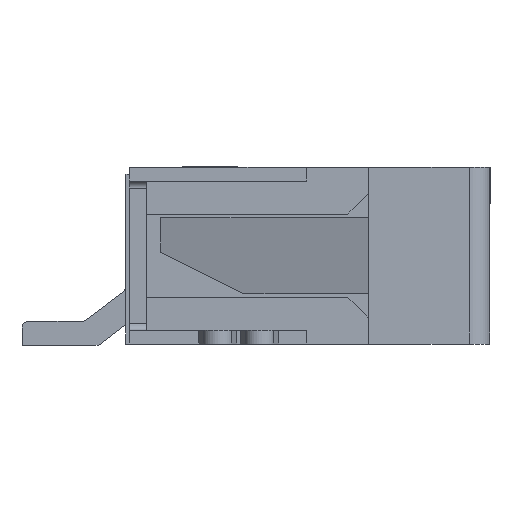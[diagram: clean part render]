
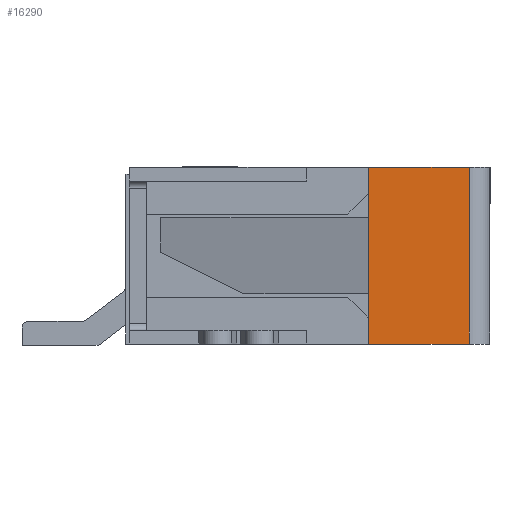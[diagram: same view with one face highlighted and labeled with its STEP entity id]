
A CAD part, left-side view. The second image highlights one B-rep face of the part: STEP entity #16290.
In plain terms, the highlighted planar face has unit normal (-1, 0, 0).
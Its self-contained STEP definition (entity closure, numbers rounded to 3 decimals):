
#1154 = LINE ( 'NONE', #1646, #41590 ) ;
#1646 = CARTESIAN_POINT ( 'NONE',  ( -11.55, -33.24, 0. ) ) ;
#2065 = ORIENTED_EDGE ( 'NONE', *, *, #21235, .F. ) ;
#2163 = VERTEX_POINT ( 'NONE', #42205 ) ;
#6457 = LINE ( 'NONE', #9683, #33960 ) ;
#6708 = EDGE_CURVE ( 'NONE', #39911, #2163, #33332, .T. ) ;
#6830 = AXIS2_PLACEMENT_3D ( 'NONE', #36907, #28934, #10062 ) ;
#9683 = CARTESIAN_POINT ( 'NONE',  ( -11.55, -2.95, 2.55 ) ) ;
#10062 = DIRECTION ( 'NONE',  ( 0., 0., -1. ) ) ;
#13745 = CARTESIAN_POINT ( 'NONE',  ( -11.55, -2.95, 2.55 ) ) ;
#15059 = VECTOR ( 'NONE', #30063, 1000. ) ;
#15679 = VECTOR ( 'NONE', #27237, 1000. ) ;
#16290 = ADVANCED_FACE ( 'NONE', ( #37167 ), #28051, .F. ) ;
#16808 = CARTESIAN_POINT ( 'NONE',  ( -11.55, -1.5, 2.55 ) ) ;
#18319 = CARTESIAN_POINT ( 'NONE',  ( -11.55, -2.95, 0. ) ) ;
#20971 = EDGE_LOOP ( 'NONE', ( #2065, #35356, #24734, #21132 ) ) ;
#21132 = ORIENTED_EDGE ( 'NONE', *, *, #25855, .T. ) ;
#21235 = EDGE_CURVE ( 'NONE', #42290, #24878, #1154, .T. ) ;
#24475 = LINE ( 'NONE', #16808, #15679 ) ;
#24734 = ORIENTED_EDGE ( 'NONE', *, *, #6708, .T. ) ;
#24878 = VERTEX_POINT ( 'NONE', #40254 ) ;
#25855 = EDGE_CURVE ( 'NONE', #2163, #24878, #24475, .T. ) ;
#26519 = EDGE_CURVE ( 'NONE', #42290, #39911, #6457, .T. ) ;
#27237 = DIRECTION ( 'NONE',  ( 0., 0., -1. ) ) ;
#28051 = PLANE ( 'NONE',  #6830 ) ;
#28934 = DIRECTION ( 'NONE',  ( 1., 0., 0. ) ) ;
#30063 = DIRECTION ( 'NONE',  ( 0., 1., 0. ) ) ;
#33332 = LINE ( 'NONE', #33802, #15059 ) ;
#33802 = CARTESIAN_POINT ( 'NONE',  ( -11.55, -33.24, 2.55 ) ) ;
#33960 = VECTOR ( 'NONE', #40033, 1000. ) ;
#35356 = ORIENTED_EDGE ( 'NONE', *, *, #26519, .T. ) ;
#36907 = CARTESIAN_POINT ( 'NONE',  ( -11.55, -33.24, 2.55 ) ) ;
#37167 = FACE_OUTER_BOUND ( 'NONE', #20971, .T. ) ;
#39911 = VERTEX_POINT ( 'NONE', #13745 ) ;
#40033 = DIRECTION ( 'NONE',  ( 0., 0., 1. ) ) ;
#40254 = CARTESIAN_POINT ( 'NONE',  ( -11.55, -1.5, 0. ) ) ;
#41590 = VECTOR ( 'NONE', #43152, 1000. ) ;
#42205 = CARTESIAN_POINT ( 'NONE',  ( -11.55, -1.5, 2.55 ) ) ;
#42290 = VERTEX_POINT ( 'NONE', #18319 ) ;
#43152 = DIRECTION ( 'NONE',  ( 0., 1., 0. ) ) ;
